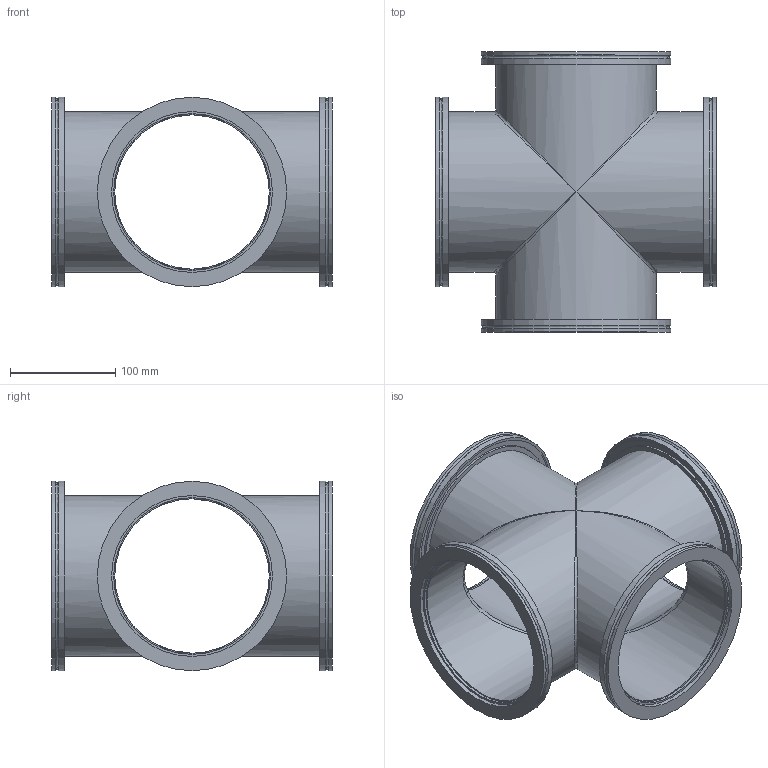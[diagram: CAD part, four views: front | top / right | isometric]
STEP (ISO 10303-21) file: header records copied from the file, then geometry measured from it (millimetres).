
FILE_DESCRIPTION (( 'STEP AP214' ), '1' );
FILE_NAME ('X41ISOK160 Fullvac.STEP', '2020-05-04T12:05:28', ( '' ), ( '' ), 'SwSTEP 2.0', 'SolidWorks 2017', '' );
FILE_SCHEMA (( 'AUTOMOTIVE_DESIGN' ));
Length unit declared in the file: millimetre
Products named in the file (3): 2^X41ISOK160 Fullvac; X41ISOK160 Fullvac; 1^X41ISOK160 Fullvac
Assembly tree (5 placements, depth 2):
  X41ISOK160 Fullvac
    1^X41ISOK160 Fullvac
    2^X41ISOK160 Fullvac  x4
Bounding box: 266.6 x 266.6 x 180.1 mm (x, y, z)
Volume: 739902.5 mm3; surface area: 414946.4 mm2
Topology: 5 solids, 5 shells, 84 faces, 176 edges, 100 vertices
Faces by surface type: cylinder 36, plane 28, bspline 16, cone 4
Full cylindrical faces by diameter (mm): 146.86 x4, 149.1 x4, 152.4 x4, 152.9 x4, 153 x4, 162.3 x4, 175 x4, 180.1 x8
Entity records: 6713 total; most frequent: CARTESIAN_POINT 5646, DIRECTION 114, ORIENTED_EDGE 80, EDGE_LOOP 64, AXIS2_PLACEMENT_3D 57, FACE_OUTER_BOUND 53, UNCERTAINTY_MEASURE_WITH_UNIT 43, PRESENTATION_STYLE_ASSIGNMENT 40
